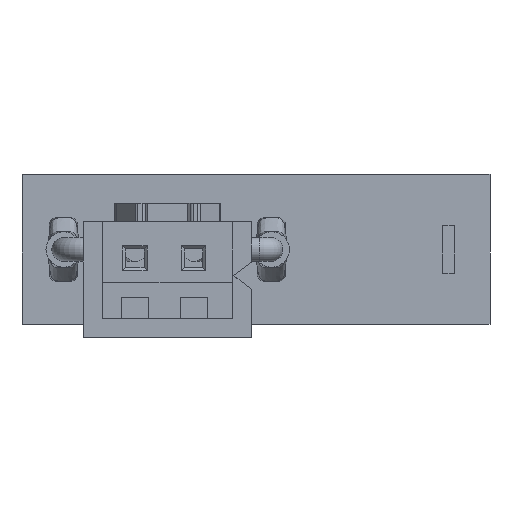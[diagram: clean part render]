
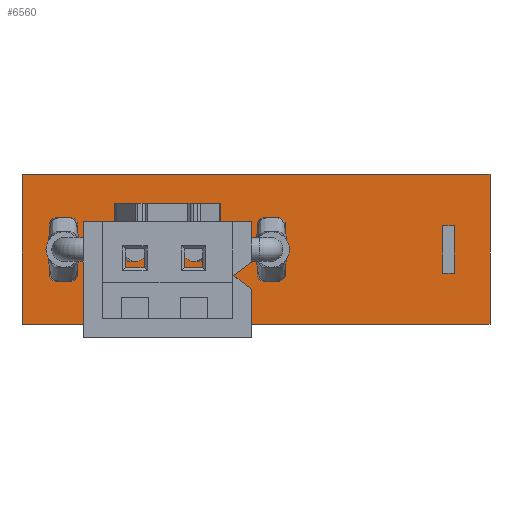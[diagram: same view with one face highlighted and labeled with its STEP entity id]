
A CAD part, front view. The second image highlights one B-rep face of the part: STEP entity #6560.
In plain terms, the highlighted planar face has unit normal (0, -1, 0).
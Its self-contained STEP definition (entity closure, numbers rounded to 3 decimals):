
#189 = CARTESIAN_POINT ( 'NONE',  ( 0., 0., 3.175 ) ) ;
#298 = FACE_OUTER_BOUND ( 'NONE', #2557, .T. ) ;
#307 = FACE_BOUND ( 'NONE', #4539, .T. ) ;
#432 = EDGE_CURVE ( 'NONE', #3912, #3375, #7750, .T. ) ;
#489 = EDGE_CURVE ( 'NONE', #4043, #3912, #7670, .T. ) ;
#507 = CARTESIAN_POINT ( 'NONE',  ( 17.806, 0., 1. ) ) ;
#566 = EDGE_CURVE ( 'NONE', #5742, #4043, #7534, .T. ) ;
#571 = DIRECTION ( 'NONE',  ( -1., 0., 0. ) ) ;
#593 = VERTEX_POINT ( 'NONE', #4878 ) ;
#628 = EDGE_CURVE ( 'NONE', #3375, #5742, #7056, .T. ) ;
#680 = EDGE_CURVE ( 'NONE', #5032, #2365, #6975, .T. ) ;
#697 = DIRECTION ( 'NONE',  ( 1., 0., 0. ) ) ;
#718 = FACE_BOUND ( 'NONE', #2433, .T. ) ;
#747 = EDGE_CURVE ( 'NONE', #7428, #7876, #6727, .T. ) ;
#787 = EDGE_CURVE ( 'NONE', #8523, #7177, #6706, .T. ) ;
#789 = DIRECTION ( 'NONE',  ( 0., 0., -1. ) ) ;
#802 = EDGE_CURVE ( 'NONE', #6445, #8523, #6687, .T. ) ;
#821 = CARTESIAN_POINT ( 'NONE',  ( 17.806, 0., 1. ) ) ;
#859 = EDGE_CURVE ( 'NONE', #3193, #6445, #6477, .T. ) ;
#911 = EDGE_CURVE ( 'NONE', #7177, #3193, #6353, .T. ) ;
#929 = DIRECTION ( 'NONE',  ( 1., 0., 0. ) ) ;
#931 = EDGE_CURVE ( 'NONE', #593, #3981, #6342, .T. ) ;
#954 = CARTESIAN_POINT ( 'NONE',  ( 1.506, 0., -1. ) ) ;
#986 = EDGE_CURVE ( 'NONE', #5733, #593, #6202, .T. ) ;
#1045 = EDGE_CURVE ( 'NONE', #8548, #5733, #6184, .T. ) ;
#1160 = DIRECTION ( 'NONE',  ( 0., 0., 1. ) ) ;
#1181 = CARTESIAN_POINT ( 'NONE',  ( 2.006, 0., 1. ) ) ;
#1193 = ORIENTED_EDGE ( 'NONE', *, *, #432, .F. ) ;
#1285 = CARTESIAN_POINT ( 'NONE',  ( 10.306, 0., 1. ) ) ;
#1333 = ORIENTED_EDGE ( 'NONE', *, *, #489, .F. ) ;
#1410 = AXIS2_PLACEMENT_3D ( 'NONE', #6459, #1776, #7239 ) ;
#1469 = ORIENTED_EDGE ( 'NONE', *, *, #566, .F. ) ;
#1490 = CARTESIAN_POINT ( 'NONE',  ( 1.506, 0., 1. ) ) ;
#1544 = CARTESIAN_POINT ( 'NONE',  ( 0., 0., 3.175 ) ) ;
#1551 = DIRECTION ( 'NONE',  ( -1., 0., 0. ) ) ;
#1609 = CARTESIAN_POINT ( 'NONE',  ( 1.506, 0., 1. ) ) ;
#1632 = DIRECTION ( 'NONE',  ( 0., 0., -1. ) ) ;
#1651 = ORIENTED_EDGE ( 'NONE', *, *, #628, .F. ) ;
#1776 = DIRECTION ( 'NONE',  ( 0., 1., 0. ) ) ;
#1828 = ORIENTED_EDGE ( 'NONE', *, *, #9035, .T. ) ;
#1874 = DIRECTION ( 'NONE',  ( 0., 0., -1. ) ) ;
#1992 = CARTESIAN_POINT ( 'NONE',  ( 0., 0., 3.175 ) ) ;
#2028 = ORIENTED_EDGE ( 'NONE', *, *, #680, .F. ) ;
#2273 = DIRECTION ( 'NONE',  ( 1., 0., 0. ) ) ;
#2365 = VERTEX_POINT ( 'NONE', #9013 ) ;
#2433 = EDGE_LOOP ( 'NONE', ( #1193, #1333, #1469, #1651 ) ) ;
#2557 = EDGE_LOOP ( 'NONE', ( #1828, #2028, #3675, #3901 ) ) ;
#3193 = VERTEX_POINT ( 'NONE', #6764 ) ;
#3238 = CARTESIAN_POINT ( 'NONE',  ( 2.006, 0., 1. ) ) ;
#3375 = VERTEX_POINT ( 'NONE', #6898 ) ;
#3387 = CARTESIAN_POINT ( 'NONE',  ( 18.306, 0., 1. ) ) ;
#3626 = EDGE_CURVE ( 'NONE', #7428, #5032, #8290, .T. ) ;
#3675 = ORIENTED_EDGE ( 'NONE', *, *, #3626, .F. ) ;
#3798 = CARTESIAN_POINT ( 'NONE',  ( 10.806, 0., 1. ) ) ;
#3901 = ORIENTED_EDGE ( 'NONE', *, *, #747, .T. ) ;
#3912 = VERTEX_POINT ( 'NONE', #1285 ) ;
#3961 = DIRECTION ( 'NONE',  ( 0., 0., -1. ) ) ;
#3980 = DIRECTION ( 'NONE',  ( 1., 0., 0. ) ) ;
#3981 = VERTEX_POINT ( 'NONE', #9617 ) ;
#4043 = VERTEX_POINT ( 'NONE', #3798 ) ;
#4049 = CARTESIAN_POINT ( 'NONE',  ( 19.812, 0., 3.175 ) ) ;
#4135 = EDGE_CURVE ( 'NONE', #3981, #8548, #6541, .T. ) ;
#4168 = CARTESIAN_POINT ( 'NONE',  ( 10.806, 0., -1. ) ) ;
#4173 = DIRECTION ( 'NONE',  ( 1., 0., 0. ) ) ;
#4255 = ORIENTED_EDGE ( 'NONE', *, *, #787, .F. ) ;
#4294 = CARTESIAN_POINT ( 'NONE',  ( 10.306, 0., -1. ) ) ;
#4527 = ORIENTED_EDGE ( 'NONE', *, *, #802, .F. ) ;
#4539 = EDGE_LOOP ( 'NONE', ( #4255, #4527, #4728, #4897 ) ) ;
#4616 = CARTESIAN_POINT ( 'NONE',  ( 0., 0., -3.175 ) ) ;
#4617 = CARTESIAN_POINT ( 'NONE',  ( 17.806, 0., -1. ) ) ;
#4728 = ORIENTED_EDGE ( 'NONE', *, *, #859, .F. ) ;
#4866 = DIRECTION ( 'NONE',  ( 0., 0., 1. ) ) ;
#4878 = CARTESIAN_POINT ( 'NONE',  ( 17.806, 0., 1. ) ) ;
#4897 = ORIENTED_EDGE ( 'NONE', *, *, #911, .F. ) ;
#4910 = CARTESIAN_POINT ( 'NONE',  ( 10.806, 0., 1. ) ) ;
#5010 = ORIENTED_EDGE ( 'NONE', *, *, #931, .F. ) ;
#5032 = VERTEX_POINT ( 'NONE', #9061 ) ;
#5139 = ORIENTED_EDGE ( 'NONE', *, *, #986, .F. ) ;
#5458 = FACE_BOUND ( 'NONE', #9270, .T. ) ;
#5647 = PLANE ( 'NONE',  #1410 ) ;
#5733 = VERTEX_POINT ( 'NONE', #3387 ) ;
#5742 = VERTEX_POINT ( 'NONE', #4168 ) ;
#5882 = CARTESIAN_POINT ( 'NONE',  ( 10.306, 0., 1. ) ) ;
#5943 = DIRECTION ( 'NONE',  ( -1., 0., 0. ) ) ;
#5988 = VECTOR ( 'NONE', #6032, 1000. ) ;
#6018 = CARTESIAN_POINT ( 'NONE',  ( 18.306, 0., 1. ) ) ;
#6032 = DIRECTION ( 'NONE',  ( 0., 0., 1. ) ) ;
#6182 = ORIENTED_EDGE ( 'NONE', *, *, #1045, .F. ) ;
#6184 = LINE ( 'NONE', #6018, #5988 ) ;
#6194 = VECTOR ( 'NONE', #571, 1000. ) ;
#6202 = LINE ( 'NONE', #507, #6194 ) ;
#6222 = VECTOR ( 'NONE', #789, 1000. ) ;
#6331 = VECTOR ( 'NONE', #929, 1000. ) ;
#6342 = LINE ( 'NONE', #821, #6222 ) ;
#6348 = DIRECTION ( 'NONE',  ( 0., 0., -1. ) ) ;
#6350 = ORIENTED_EDGE ( 'NONE', *, *, #4135, .F. ) ;
#6353 = LINE ( 'NONE', #954, #6331 ) ;
#6445 = VERTEX_POINT ( 'NONE', #3238 ) ;
#6459 = CARTESIAN_POINT ( 'NONE',  ( 0., 0., 3.175 ) ) ;
#6463 = VECTOR ( 'NONE', #1160, 1000. ) ;
#6477 = LINE ( 'NONE', #1181, #6463 ) ;
#6480 = CARTESIAN_POINT ( 'NONE',  ( 10.306, 0., 1. ) ) ;
#6521 = VECTOR ( 'NONE', #2273, 1000. ) ;
#6541 = LINE ( 'NONE', #4617, #6521 ) ;
#6560 = ADVANCED_FACE ( 'NONE', ( #718, #298, #307, #5458 ), #5647, .F. ) ;
#6592 = VECTOR ( 'NONE', #1551, 1000. ) ;
#6682 = VECTOR ( 'NONE', #697, 1000. ) ;
#6687 = LINE ( 'NONE', #1490, #6592 ) ;
#6706 = LINE ( 'NONE', #1609, #6832 ) ;
#6723 = VECTOR ( 'NONE', #1874, 1000. ) ;
#6727 = LINE ( 'NONE', #1992, #6723 ) ;
#6764 = CARTESIAN_POINT ( 'NONE',  ( 2.006, 0., -1. ) ) ;
#6832 = VECTOR ( 'NONE', #1632, 1000. ) ;
#6898 = CARTESIAN_POINT ( 'NONE',  ( 10.306, 0., -1. ) ) ;
#6917 = CARTESIAN_POINT ( 'NONE',  ( 0., 0., -3.175 ) ) ;
#6932 = VECTOR ( 'NONE', #3961, 1000. ) ;
#6975 = LINE ( 'NONE', #4049, #6932 ) ;
#7056 = LINE ( 'NONE', #4294, #7072 ) ;
#7072 = VECTOR ( 'NONE', #4173, 1000. ) ;
#7155 = LINE ( 'NONE', #6917, #6682 ) ;
#7177 = VERTEX_POINT ( 'NONE', #8817 ) ;
#7239 = DIRECTION ( 'NONE',  ( 0., 0., 1. ) ) ;
#7416 = VECTOR ( 'NONE', #4866, 1000. ) ;
#7424 = CARTESIAN_POINT ( 'NONE',  ( 18.306, 0., -1. ) ) ;
#7428 = VERTEX_POINT ( 'NONE', #1544 ) ;
#7534 = LINE ( 'NONE', #4910, #7416 ) ;
#7646 = VECTOR ( 'NONE', #5943, 1000. ) ;
#7670 = LINE ( 'NONE', #5882, #7646 ) ;
#7733 = VECTOR ( 'NONE', #6348, 1000. ) ;
#7750 = LINE ( 'NONE', #6480, #7733 ) ;
#7876 = VERTEX_POINT ( 'NONE', #4616 ) ;
#8261 = VECTOR ( 'NONE', #3980, 1000. ) ;
#8290 = LINE ( 'NONE', #189, #8261 ) ;
#8523 = VERTEX_POINT ( 'NONE', #9494 ) ;
#8548 = VERTEX_POINT ( 'NONE', #7424 ) ;
#8817 = CARTESIAN_POINT ( 'NONE',  ( 1.506, 0., -1. ) ) ;
#9013 = CARTESIAN_POINT ( 'NONE',  ( 19.812, 0., -3.175 ) ) ;
#9035 = EDGE_CURVE ( 'NONE', #7876, #2365, #7155, .T. ) ;
#9061 = CARTESIAN_POINT ( 'NONE',  ( 19.812, 0., 3.175 ) ) ;
#9270 = EDGE_LOOP ( 'NONE', ( #5010, #5139, #6182, #6350 ) ) ;
#9494 = CARTESIAN_POINT ( 'NONE',  ( 1.506, 0., 1. ) ) ;
#9617 = CARTESIAN_POINT ( 'NONE',  ( 17.806, 0., -1. ) ) ;
